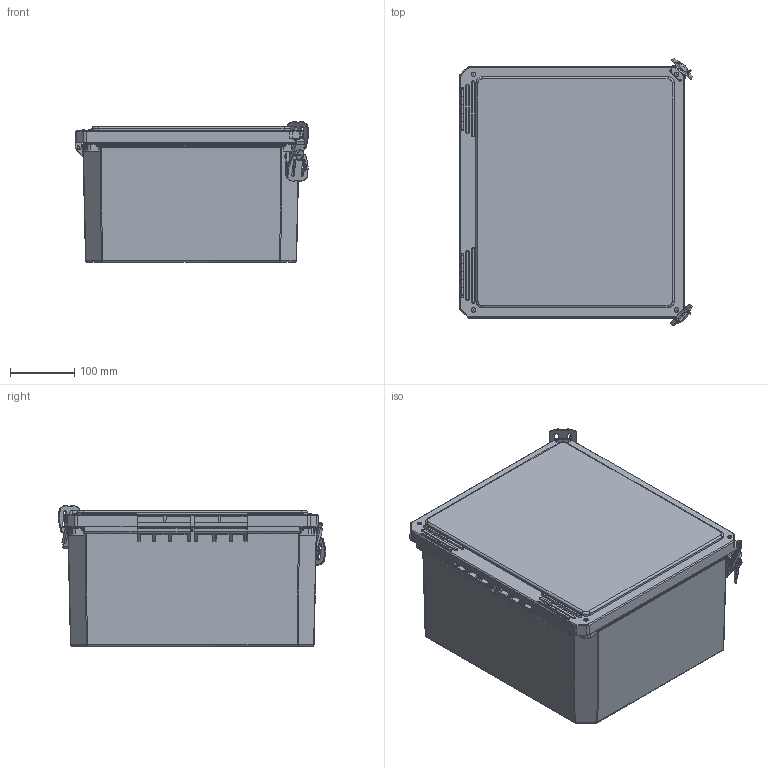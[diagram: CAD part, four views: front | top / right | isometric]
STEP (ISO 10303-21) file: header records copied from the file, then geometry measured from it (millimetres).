
FILE_DESCRIPTION (( 'STEP AP214' ), '1' );
FILE_NAME ('FR141208HLL.STEP', '2018-10-31T22:07:59', ( '' ), ( '' ), 'SwSTEP 2.0', 'SolidWorks 2018', '' );
FILE_SCHEMA (( 'AUTOMOTIVE_DESIGN' ));
Length unit declared in the file: inch
Products named in the file (1): FR141208HLL
Bounding box: 364.71 x 417.75 x 219.71 mm (x, y, z)
Volume: 2365868.3 mm3; surface area: 1194669.6 mm2
Topology: 37 solids, 37 shells, 2349 faces, 5760 edges, 3428 vertices
Faces by surface type: cylinder 920, plane 820, bspline 549, cone 48, torus 12
Full cylindrical faces by diameter (mm): 1.267 x4, 1.27 x2, 2.489 x4, 3.429 x4, 3.48 x4, 3.81 x4, 3.861 x8, 3.962 x16, 5.08 x4, 5.3 x4, 5.563 x2, 5.766 x2, 6.248 x16, 6.401 x4, 6.426 x4, 7.937 x2, 9.22 x2, 11.049 x2, 15.24 x2
Entity records: 125490 total; most frequent: CARTESIAN_POINT 45592, ORIENTED_EDGE 11050, DIRECTION 8417, EDGE_CURVE 5525, VERTEX_POINT 3392, AXIS2_PLACEMENT_3D 2831, LINE 2755, VECTOR 2755
